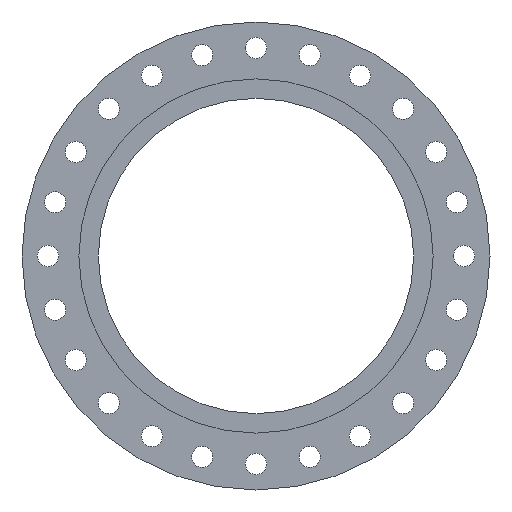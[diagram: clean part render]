
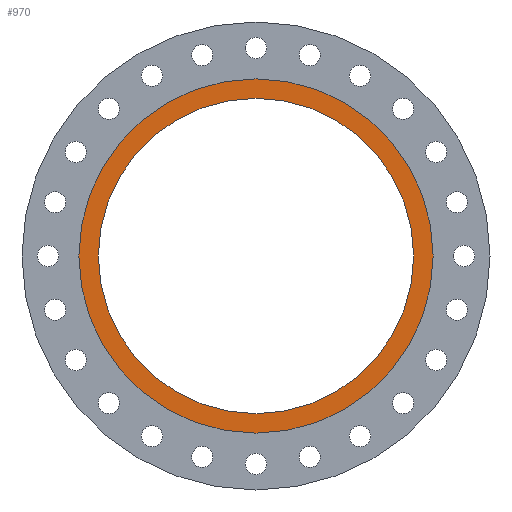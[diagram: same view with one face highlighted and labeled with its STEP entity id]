
A CAD part, left-side view. The second image highlights one B-rep face of the part: STEP entity #970.
In plain terms, the highlighted planar face has unit normal (-1, 0, 0).
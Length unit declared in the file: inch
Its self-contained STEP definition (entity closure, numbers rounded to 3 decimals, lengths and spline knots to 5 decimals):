
#124 = ORIENTED_EDGE ( 'NONE', *, *, #256, .T. ) ;
#190 = CARTESIAN_POINT ( 'NONE',  ( -0.14414, 0., -13.625 ) ) ;
#207 = PLANE ( 'NONE',  #1852 ) ;
#230 = CIRCLE ( 'NONE', #1886, 13.625 ) ;
#256 = EDGE_CURVE ( 'NONE', #589, #1700, #800, .T. ) ;
#317 = EDGE_CURVE ( 'NONE', #1738, #2098, #2113, .T. ) ;
#404 = DIRECTION ( 'NONE',  ( 0., 0., 1. ) ) ;
#584 = DIRECTION ( 'NONE',  ( -1., 0., 0. ) ) ;
#589 = VERTEX_POINT ( 'NONE', #190 ) ;
#616 = DIRECTION ( 'NONE',  ( 0., 0., 1. ) ) ;
#668 = ORIENTED_EDGE ( 'NONE', *, *, #928, .F. ) ;
#711 = FACE_BOUND ( 'NONE', #1839, .T. ) ;
#712 = EDGE_LOOP ( 'NONE', ( #792, #124 ) ) ;
#720 = DIRECTION ( 'NONE',  ( 0., 0., 1. ) ) ;
#777 = DIRECTION ( 'NONE',  ( 0., 0., 1. ) ) ;
#792 = ORIENTED_EDGE ( 'NONE', *, *, #1071, .T. ) ;
#800 = CIRCLE ( 'NONE', #2072, 13.625 ) ;
#928 = EDGE_CURVE ( 'NONE', #2098, #1738, #1518, .T. ) ;
#970 = ADVANCED_FACE ( 'NONE', ( #1437, #711 ), #207, .T. ) ;
#1056 = DIRECTION ( 'NONE',  ( -1., 0., 0. ) ) ;
#1071 = EDGE_CURVE ( 'NONE', #1700, #589, #230, .T. ) ;
#1095 = AXIS2_PLACEMENT_3D ( 'NONE', #1615, #2147, #616 ) ;
#1111 = DIRECTION ( 'NONE',  ( -1., 0., 0. ) ) ;
#1263 = CARTESIAN_POINT ( 'NONE',  ( -0.14414, 0., 12.125 ) ) ;
#1287 = DIRECTION ( 'NONE',  ( 0., 0., 1. ) ) ;
#1435 = CARTESIAN_POINT ( 'NONE',  ( -0.14414, 0., -12.125 ) ) ;
#1437 = FACE_OUTER_BOUND ( 'NONE', #712, .T. ) ;
#1446 = CARTESIAN_POINT ( 'NONE',  ( -0.14414, 0., 0. ) ) ;
#1502 = ORIENTED_EDGE ( 'NONE', *, *, #317, .F. ) ;
#1518 = CIRCLE ( 'NONE', #2225, 12.125 ) ;
#1615 = CARTESIAN_POINT ( 'NONE',  ( -0.14414, 0., 0. ) ) ;
#1700 = VERTEX_POINT ( 'NONE', #1757 ) ;
#1738 = VERTEX_POINT ( 'NONE', #1263 ) ;
#1746 = CARTESIAN_POINT ( 'NONE',  ( -0.14414, 0., 0. ) ) ;
#1757 = CARTESIAN_POINT ( 'NONE',  ( -0.14414, 0., 13.625 ) ) ;
#1835 = CARTESIAN_POINT ( 'NONE',  ( -0.14414, 0., 0. ) ) ;
#1839 = EDGE_LOOP ( 'NONE', ( #1502, #668 ) ) ;
#1842 = DIRECTION ( 'NONE',  ( -1., 0., 0. ) ) ;
#1852 = AXIS2_PLACEMENT_3D ( 'NONE', #1746, #1056, #404 ) ;
#1886 = AXIS2_PLACEMENT_3D ( 'NONE', #1835, #1842, #1287 ) ;
#1979 = CARTESIAN_POINT ( 'NONE',  ( -0.14414, 0., 0. ) ) ;
#2072 = AXIS2_PLACEMENT_3D ( 'NONE', #1446, #1111, #777 ) ;
#2098 = VERTEX_POINT ( 'NONE', #1435 ) ;
#2113 = CIRCLE ( 'NONE', #1095, 12.125 ) ;
#2147 = DIRECTION ( 'NONE',  ( -1., 0., 0. ) ) ;
#2225 = AXIS2_PLACEMENT_3D ( 'NONE', #1979, #584, #720 ) ;
